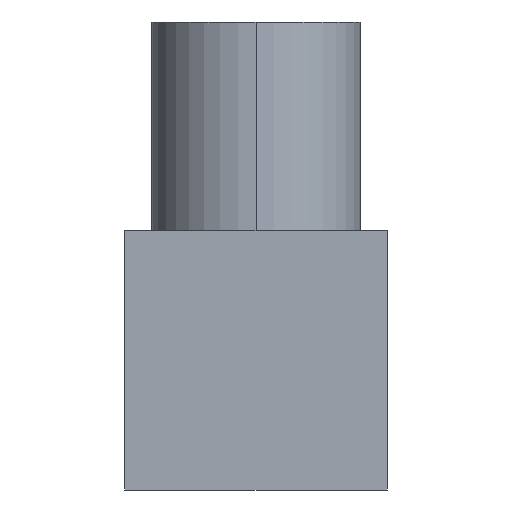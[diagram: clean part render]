
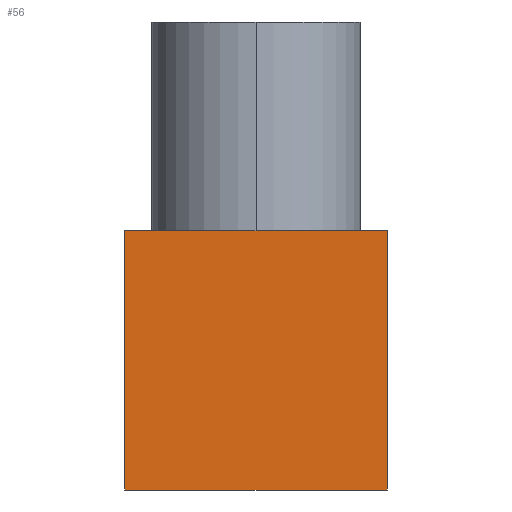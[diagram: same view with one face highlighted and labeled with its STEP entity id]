
A CAD part, left-side view. The second image highlights one B-rep face of the part: STEP entity #56.
In plain terms, the highlighted planar face has unit normal (-1, 0, 0).
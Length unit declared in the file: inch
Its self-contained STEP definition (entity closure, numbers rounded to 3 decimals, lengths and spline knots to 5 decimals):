
#11 = CARTESIAN_POINT ( 'NONE',  ( -0.15551, 0., -0.15551 ) ) ;
#14 = LINE ( 'NONE', #286, #285 ) ;
#24 = VECTOR ( 'NONE', #352, 39.37008 ) ;
#34 = DIRECTION ( 'NONE',  ( 0., 1., 0. ) ) ;
#36 = CARTESIAN_POINT ( 'NONE',  ( -0.15551, -0.15748, -0.15551 ) ) ;
#48 = FACE_OUTER_BOUND ( 'NONE', #509, .T. ) ;
#50 = DIRECTION ( 'NONE',  ( 0., -1., 0. ) ) ;
#56 = ADVANCED_FACE ( 'NONE', ( #48 ), #85, .T. ) ;
#69 = LINE ( 'NONE', #347, #24 ) ;
#70 = ORIENTED_EDGE ( 'NONE', *, *, #391, .F. ) ;
#85 = PLANE ( 'NONE',  #406 ) ;
#90 = LINE ( 'NONE', #11, #291 ) ;
#96 = EDGE_CURVE ( 'NONE', #181, #354, #69, .T. ) ;
#167 = DIRECTION ( 'NONE',  ( 0., 1., 0. ) ) ;
#169 = CARTESIAN_POINT ( 'NONE',  ( -0.15551, -0.15748, 0.15551 ) ) ;
#174 = ORIENTED_EDGE ( 'NONE', *, *, #334, .T. ) ;
#177 = VECTOR ( 'NONE', #50, 39.37008 ) ;
#181 = VERTEX_POINT ( 'NONE', #36 ) ;
#204 = DIRECTION ( 'NONE',  ( -1., 0., 0. ) ) ;
#220 = CARTESIAN_POINT ( 'NONE',  ( -0.15551, 0.15748, 0.15551 ) ) ;
#285 = VECTOR ( 'NONE', #493, 39.37008 ) ;
#286 = CARTESIAN_POINT ( 'NONE',  ( -0.15551, 0.15748, -0.15551 ) ) ;
#288 = CARTESIAN_POINT ( 'NONE',  ( -0.15551, 0., 0.15551 ) ) ;
#291 = VECTOR ( 'NONE', #167, 39.37008 ) ;
#294 = EDGE_CURVE ( 'NONE', #181, #504, #90, .T. ) ;
#334 = EDGE_CURVE ( 'NONE', #463, #504, #14, .T. ) ;
#340 = CARTESIAN_POINT ( 'NONE',  ( -0.15551, 0.15748, -0.15551 ) ) ;
#347 = CARTESIAN_POINT ( 'NONE',  ( -0.15551, -0.15748, -0.15551 ) ) ;
#352 = DIRECTION ( 'NONE',  ( 0., 0., 1. ) ) ;
#354 = VERTEX_POINT ( 'NONE', #169 ) ;
#381 = ORIENTED_EDGE ( 'NONE', *, *, #294, .F. ) ;
#391 = EDGE_CURVE ( 'NONE', #463, #354, #496, .T. ) ;
#403 = CARTESIAN_POINT ( 'NONE',  ( -0.15551, 0., 0.15551 ) ) ;
#406 = AXIS2_PLACEMENT_3D ( 'NONE', #403, #204, #34 ) ;
#449 = ORIENTED_EDGE ( 'NONE', *, *, #96, .T. ) ;
#463 = VERTEX_POINT ( 'NONE', #220 ) ;
#493 = DIRECTION ( 'NONE',  ( 0., 0., -1. ) ) ;
#496 = LINE ( 'NONE', #288, #177 ) ;
#504 = VERTEX_POINT ( 'NONE', #340 ) ;
#509 = EDGE_LOOP ( 'NONE', ( #174, #381, #449, #70 ) ) ;
